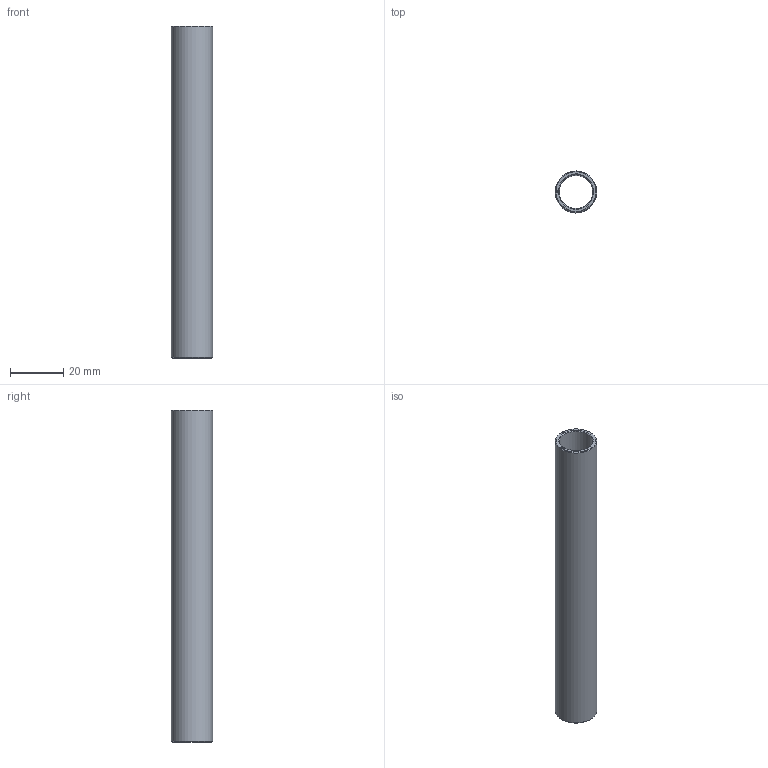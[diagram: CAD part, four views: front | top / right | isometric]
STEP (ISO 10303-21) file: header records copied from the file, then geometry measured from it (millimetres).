
FILE_DESCRIPTION(('FreeCAD Model'),'2;1');
FILE_NAME('Open CASCADE Shape Model','2024-10-09T17:02:51',(''),(''), 'Open CASCADE STEP processor 7.7','FreeCAD','Unknown');
FILE_SCHEMA(('AUTOMOTIVE_DESIGN { 1 0 10303 214 1 1 1 1 }'));
Length unit declared in the file: millimetre
Products named in the file (1): Spacer BUD FRE PLN BU01.25x10.00 - SPN-SPR-0213 (stemfie.org)
Bounding box: 15.62 x 15.62 x 125 mm (x, y, z)
Volume: 8374.2 mm3; surface area: 11187.3 mm2
Topology: 1 solids, 1 shells, 456 faces, 1265 edges, 842 vertices
Faces by surface type: plane 308, extrusion 142, cone 4, cylinder 2
Full cylindrical faces by diameter (mm): 12.6 x1, 15.625 x1
Entity records: 14575 total; most frequent: CARTESIAN_POINT 3416, ORIENTED_EDGE 2530, DIRECTION 1761, EDGE_CURVE 1265, VECTOR 1115, LINE 973, VERTEX_POINT 842, FACE_BOUND 489
